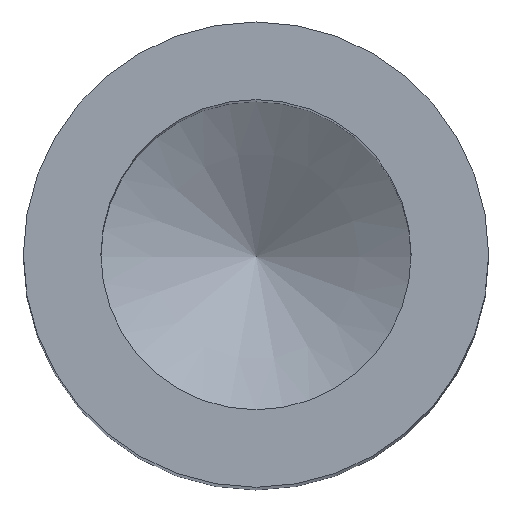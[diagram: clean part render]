
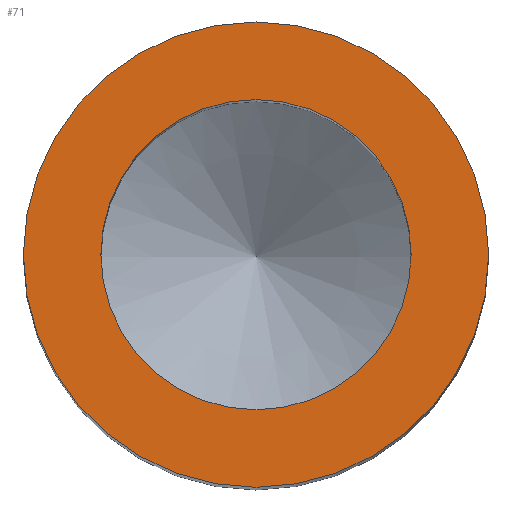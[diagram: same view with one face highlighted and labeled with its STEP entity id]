
A CAD part, top view. The second image highlights one B-rep face of the part: STEP entity #71.
In plain terms, the highlighted planar face has unit normal (0, 0, 1).
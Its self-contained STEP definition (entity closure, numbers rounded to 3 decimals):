
#15=FACE_BOUND('',#29,.T.);
#19=PLANE('',#93);
#23=FACE_OUTER_BOUND('',#28,.T.);
#28=EDGE_LOOP('',(#61));
#29=EDGE_LOOP('',(#62));
#39=CIRCLE('',#92,7.5);
#40=CIRCLE('',#94,5.);
#44=VERTEX_POINT('',#129);
#45=VERTEX_POINT('',#133);
#49=EDGE_CURVE('',#44,#44,#39,.T.);
#51=EDGE_CURVE('',#45,#45,#40,.T.);
#61=ORIENTED_EDGE('',*,*,#49,.T.);
#62=ORIENTED_EDGE('',*,*,#51,.F.);
#71=ADVANCED_FACE('',(#23,#15),#19,.T.);
#92=AXIS2_PLACEMENT_3D('',#130,#109,#110);
#93=AXIS2_PLACEMENT_3D('',#132,#112,#113);
#94=AXIS2_PLACEMENT_3D('',#134,#114,#115);
#109=DIRECTION('center_axis',(0.,0.,1.));
#110=DIRECTION('ref_axis',(1.,0.,0.));
#112=DIRECTION('center_axis',(0.,0.,1.));
#113=DIRECTION('ref_axis',(1.,0.,0.));
#114=DIRECTION('center_axis',(0.,0.,1.));
#115=DIRECTION('ref_axis',(1.,0.,0.));
#129=CARTESIAN_POINT('',(-7.5,0.,50.));
#130=CARTESIAN_POINT('Origin',(0.,0.,50.));
#132=CARTESIAN_POINT('Origin',(5.,0.,50.));
#133=CARTESIAN_POINT('',(-5.,0.,50.));
#134=CARTESIAN_POINT('Origin',(0.,0.,50.));
